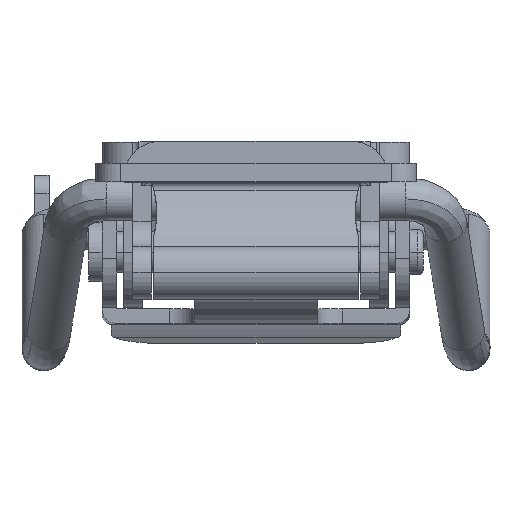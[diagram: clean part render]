
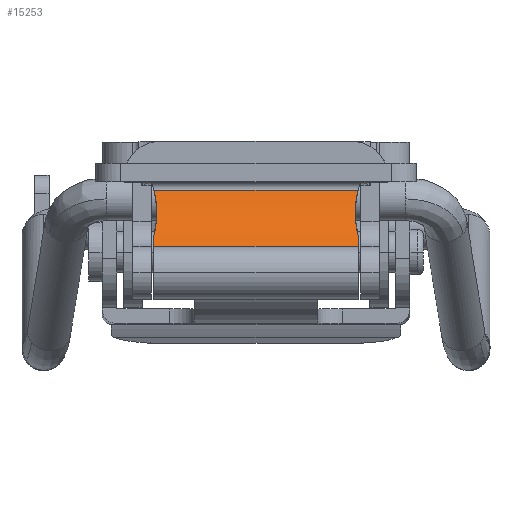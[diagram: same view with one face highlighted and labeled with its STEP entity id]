
A CAD part, top view. The second image highlights one B-rep face of the part: STEP entity #15253.
In plain terms, the highlighted cylindrical face has radius 10.906 mm (diameter 21.811 mm), a partial arc.
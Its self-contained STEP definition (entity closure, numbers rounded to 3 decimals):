
#10 = CARTESIAN_POINT ( 'NONE',  ( 14.787, -0.664, -18.972 ) ) ;
#43 = LINE ( 'NONE', #7007, #3303 ) ;
#94 = DIRECTION ( 'NONE',  ( -1., 0., 0. ) ) ;
#576 = CARTESIAN_POINT ( 'NONE',  ( -1.55, -2.796, -17.972 ) ) ;
#635 = CARTESIAN_POINT ( 'NONE',  ( -1.656, -3.724, -17.335 ) ) ;
#779 = CIRCLE ( 'NONE', #9258, 10.906 ) ;
#846 = LINE ( 'NONE', #16636, #4111 ) ;
#903 = VERTEX_POINT ( 'NONE', #7816 ) ;
#1223 = CARTESIAN_POINT ( 'NONE',  ( -1.55, -2.469, -18.156 ) ) ;
#1405 = VERTEX_POINT ( 'NONE', #10 ) ;
#1443 = B_SPLINE_CURVE_WITH_KNOTS ( 'NONE', 3,
 ( #10031, #3039, #7277, #17040 ),
 .UNSPECIFIED., .F., .F.,
 ( 4, 4 ),
 ( 0., 0.002 ),
 .UNSPECIFIED. ) ;
#1693 = FACE_OUTER_BOUND ( 'NONE', #11381, .T. ) ;
#1697 = CARTESIAN_POINT ( 'NONE',  ( 14.656, -3.724, -17.335 ) ) ;
#1916 = EDGE_CURVE ( 'NONE', #6606, #12269, #779, .T. ) ;
#1979 = CARTESIAN_POINT ( 'NONE',  ( -1.573, -3.116, -17.768 ) ) ;
#2042 = CARTESIAN_POINT ( 'NONE',  ( -1.792, -4.293, -16.86 ) ) ;
#2210 = DIRECTION ( 'NONE',  ( -1., 0., 0. ) ) ;
#3037 = VERTEX_POINT ( 'NONE', #12295 ) ;
#3039 = CARTESIAN_POINT ( 'NONE',  ( 14.621, -1.283, -18.758 ) ) ;
#3066 = CARTESIAN_POINT ( 'NONE',  ( 14.792, -4.293, -16.86 ) ) ;
#3303 = VECTOR ( 'NONE', #94, 1000. ) ;
#3863 = EDGE_CURVE ( 'NONE', #15956, #6606, #15960, .T. ) ;
#4111 = VECTOR ( 'NONE', #18027, 1000. ) ;
#4798 = CARTESIAN_POINT ( 'NONE',  ( -1.792, -8., -8.649 ) ) ;
#5176 = CARTESIAN_POINT ( 'NONE',  ( -1.55, -1.886, -18.487 ) ) ;
#5268 = AXIS2_PLACEMENT_3D ( 'NONE', #10538, #2210, #6313 ) ;
#5385 = VERTEX_POINT ( 'NONE', #17856 ) ;
#5870 = ORIENTED_EDGE ( 'NONE', *, *, #1916, .T. ) ;
#6313 = DIRECTION ( 'NONE',  ( 0., 0., 1. ) ) ;
#6606 = VERTEX_POINT ( 'NONE', #17458 ) ;
#6641 = DIRECTION ( 'NONE',  ( -1., 0., 0. ) ) ;
#7007 = CARTESIAN_POINT ( 'NONE',  ( 998., -8., -8.649 ) ) ;
#7023 = ORIENTED_EDGE ( 'NONE', *, *, #8995, .F. ) ;
#7277 = CARTESIAN_POINT ( 'NONE',  ( 14.55, -1.886, -18.487 ) ) ;
#7816 = CARTESIAN_POINT ( 'NONE',  ( 14.55, -2.469, -18.156 ) ) ;
#7917 = CARTESIAN_POINT ( 'NONE',  ( -1.621, -1.283, -18.758 ) ) ;
#8122 = CARTESIAN_POINT ( 'NONE',  ( 14.792, 2.906, -8.667 ) ) ;
#8995 = EDGE_CURVE ( 'NONE', #1405, #903, #1443, .T. ) ;
#9007 = ORIENTED_EDGE ( 'NONE', *, *, #12850, .F. ) ;
#9258 = AXIS2_PLACEMENT_3D ( 'NONE', #15015, #6641, #16412 ) ;
#9541 = DIRECTION ( 'NONE',  ( 0., 0., 1. ) ) ;
#9651 = CARTESIAN_POINT ( 'NONE',  ( 14.792, -8., -8.649 ) ) ;
#9905 = B_SPLINE_CURVE_WITH_KNOTS ( 'NONE', 3,
 ( #14163, #16959, #10009, #1697, #11424, #3066 ),
 .UNSPECIFIED., .F., .F.,
 ( 4, 2, 4 ),
 ( 0.002, 0.003, 0.004 ),
 .UNSPECIFIED. ) ;
#10009 = CARTESIAN_POINT ( 'NONE',  ( 14.573, -3.116, -17.768 ) ) ;
#10031 = CARTESIAN_POINT ( 'NONE',  ( 14.787, -0.664, -18.972 ) ) ;
#10365 = CARTESIAN_POINT ( 'NONE',  ( -1.717, -4.014, -17.104 ) ) ;
#10538 = CARTESIAN_POINT ( 'NONE',  ( 998., 2.906, -8.667 ) ) ;
#11264 = B_SPLINE_CURVE_WITH_KNOTS ( 'NONE', 3,
 ( #12153, #7917, #5176, #14951 ),
 .UNSPECIFIED., .F., .F.,
 ( 4, 4 ),
 ( 0., 0.002 ),
 .UNSPECIFIED. ) ;
#11381 = EDGE_LOOP ( 'NONE', ( #12875, #15031, #11406, #5870, #17045, #9007, #16182, #7023 ) ) ;
#11406 = ORIENTED_EDGE ( 'NONE', *, *, #3863, .T. ) ;
#11424 = CARTESIAN_POINT ( 'NONE',  ( 14.717, -4.014, -17.104 ) ) ;
#11811 = EDGE_CURVE ( 'NONE', #3037, #15956, #11264, .T. ) ;
#12104 = EDGE_CURVE ( 'NONE', #903, #5385, #9905, .T. ) ;
#12153 = CARTESIAN_POINT ( 'NONE',  ( -1.787, -0.664, -18.972 ) ) ;
#12164 = CIRCLE ( 'NONE', #13674, 10.906 ) ;
#12269 = VERTEX_POINT ( 'NONE', #4798 ) ;
#12295 = CARTESIAN_POINT ( 'NONE',  ( -1.787, -0.664, -18.972 ) ) ;
#12508 = EDGE_CURVE ( 'NONE', #1405, #3037, #846, .T. ) ;
#12850 = EDGE_CURVE ( 'NONE', #5385, #13503, #12164, .T. ) ;
#12875 = ORIENTED_EDGE ( 'NONE', *, *, #12508, .T. ) ;
#13503 = VERTEX_POINT ( 'NONE', #9651 ) ;
#13674 = AXIS2_PLACEMENT_3D ( 'NONE', #8122, #17882, #9541 ) ;
#14163 = CARTESIAN_POINT ( 'NONE',  ( 14.55, -2.469, -18.156 ) ) ;
#14951 = CARTESIAN_POINT ( 'NONE',  ( -1.55, -2.469, -18.156 ) ) ;
#15015 = CARTESIAN_POINT ( 'NONE',  ( -1.792, 2.906, -8.667 ) ) ;
#15031 = ORIENTED_EDGE ( 'NONE', *, *, #11811, .T. ) ;
#15253 = ADVANCED_FACE ( 'NONE', ( #1693 ), #15619, .F. ) ;
#15619 = CYLINDRICAL_SURFACE ( 'NONE', #5268, 10.906 ) ;
#15956 = VERTEX_POINT ( 'NONE', #1223 ) ;
#15960 = B_SPLINE_CURVE_WITH_KNOTS ( 'NONE', 3,
 ( #17315, #576, #1979, #635, #10365, #2042 ),
 .UNSPECIFIED., .F., .F.,
 ( 4, 2, 4 ),
 ( 0.002, 0.003, 0.004 ),
 .UNSPECIFIED. ) ;
#16182 = ORIENTED_EDGE ( 'NONE', *, *, #12104, .F. ) ;
#16412 = DIRECTION ( 'NONE',  ( 0., 0., 1. ) ) ;
#16636 = CARTESIAN_POINT ( 'NONE',  ( 998., -0.664, -18.972 ) ) ;
#16959 = CARTESIAN_POINT ( 'NONE',  ( 14.55, -2.796, -17.972 ) ) ;
#17040 = CARTESIAN_POINT ( 'NONE',  ( 14.55, -2.469, -18.156 ) ) ;
#17045 = ORIENTED_EDGE ( 'NONE', *, *, #17609, .F. ) ;
#17315 = CARTESIAN_POINT ( 'NONE',  ( -1.55, -2.469, -18.156 ) ) ;
#17458 = CARTESIAN_POINT ( 'NONE',  ( -1.792, -4.293, -16.86 ) ) ;
#17609 = EDGE_CURVE ( 'NONE', #13503, #12269, #43, .T. ) ;
#17856 = CARTESIAN_POINT ( 'NONE',  ( 14.792, -4.293, -16.86 ) ) ;
#17882 = DIRECTION ( 'NONE',  ( -1., 0., 0. ) ) ;
#18027 = DIRECTION ( 'NONE',  ( -1., 0., 0. ) ) ;
